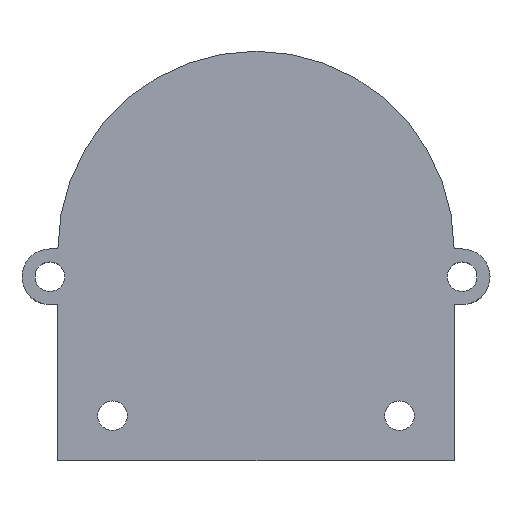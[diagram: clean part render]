
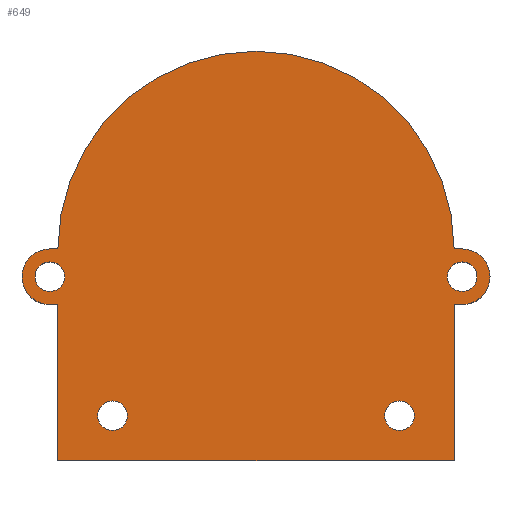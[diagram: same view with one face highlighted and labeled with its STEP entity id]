
A CAD part, top view. The second image highlights one B-rep face of the part: STEP entity #649.
In plain terms, the highlighted planar face has unit normal (0, 0, 1).
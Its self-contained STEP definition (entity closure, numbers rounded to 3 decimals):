
#51=CIRCLE('',#688,1.65);
#53=CIRCLE('',#691,1.65);
#56=CIRCLE('',#696,1.65);
#57=CIRCLE('',#697,1.65);
#58=CIRCLE('',#698,22.1);
#59=CIRCLE('',#699,3.1);
#60=CIRCLE('',#700,3.1);
#109=VERTEX_POINT('',#983);
#111=VERTEX_POINT('',#988);
#113=VERTEX_POINT('',#996);
#114=VERTEX_POINT('',#998);
#115=VERTEX_POINT('',#1000);
#116=VERTEX_POINT('',#1001);
#117=VERTEX_POINT('',#1003);
#118=VERTEX_POINT('',#1005);
#119=VERTEX_POINT('',#1007);
#120=VERTEX_POINT('',#1009);
#121=VERTEX_POINT('',#1011);
#122=VERTEX_POINT('',#1013);
#123=VERTEX_POINT('',#1014);
#124=VERTEX_POINT('',#1016);
#178=VECTOR('',#819,1.);
#179=VECTOR('',#822,1.);
#180=VECTOR('',#823,1.);
#181=VECTOR('',#824,1.);
#182=VECTOR('',#825,1.);
#247=LINE('',#1002,#178);
#248=LINE('',#1006,#179);
#249=LINE('',#1008,#180);
#250=LINE('',#1010,#181);
#251=LINE('',#1012,#182);
#326=EDGE_CURVE('',#109,#109,#51,.T.);
#328=EDGE_CURVE('',#111,#111,#53,.T.);
#332=EDGE_CURVE('',#113,#113,#56,.T.);
#333=EDGE_CURVE('',#114,#114,#57,.T.);
#334=EDGE_CURVE('',#115,#116,#58,.T.);
#335=EDGE_CURVE('',#117,#115,#247,.T.);
#336=EDGE_CURVE('',#117,#118,#59,.T.);
#337=EDGE_CURVE('',#119,#118,#248,.T.);
#338=EDGE_CURVE('',#120,#119,#249,.T.);
#339=EDGE_CURVE('',#121,#120,#250,.T.);
#340=EDGE_CURVE('',#122,#121,#251,.T.);
#341=EDGE_CURVE('',#123,#122,#248,.T.);
#342=EDGE_CURVE('',#123,#124,#60,.T.);
#343=EDGE_CURVE('',#116,#124,#247,.T.);
#465=ORIENTED_EDGE('',*,*,#332,.T.);
#466=ORIENTED_EDGE('',*,*,#333,.T.);
#467=ORIENTED_EDGE('',*,*,#334,.F.);
#468=ORIENTED_EDGE('',*,*,#335,.F.);
#469=ORIENTED_EDGE('',*,*,#336,.T.);
#470=ORIENTED_EDGE('',*,*,#337,.F.);
#471=ORIENTED_EDGE('',*,*,#338,.F.);
#472=ORIENTED_EDGE('',*,*,#339,.F.);
#473=ORIENTED_EDGE('',*,*,#340,.F.);
#474=ORIENTED_EDGE('',*,*,#341,.F.);
#475=ORIENTED_EDGE('',*,*,#342,.T.);
#476=ORIENTED_EDGE('',*,*,#343,.F.);
#477=ORIENTED_EDGE('',*,*,#328,.T.);
#478=ORIENTED_EDGE('',*,*,#326,.T.);
#563=EDGE_LOOP('',(#465));
#564=EDGE_LOOP('',(#466));
#565=EDGE_LOOP('',(#467,#468,#469,#470,#471,#472,#473,#474,#475,#476));
#566=EDGE_LOOP('',(#477));
#567=EDGE_LOOP('',(#478));
#609=FACE_BOUND('',#563,.T.);
#610=FACE_BOUND('',#564,.T.);
#611=FACE_BOUND('',#565,.T.);
#612=FACE_BOUND('',#566,.T.);
#613=FACE_BOUND('',#567,.T.);
#649=ADVANCED_FACE('',(#609,#610,#611,#612,#613),#1056,.T.);
#688=AXIS2_PLACEMENT_3D('',#982,#798,#799);
#691=AXIS2_PLACEMENT_3D('',#987,#804,#805);
#695=AXIS2_PLACEMENT_3D('',#994,#812,$);
#696=AXIS2_PLACEMENT_3D('',#995,#813,#814);
#697=AXIS2_PLACEMENT_3D('',#997,#815,#816);
#698=AXIS2_PLACEMENT_3D('',#999,#817,#818);
#699=AXIS2_PLACEMENT_3D('',#1004,#820,#821);
#700=AXIS2_PLACEMENT_3D('',#1015,#826,#827);
#798=DIRECTION('',(0.,0.,-1.));
#799=DIRECTION('',(-1.65,0.,0.));
#804=DIRECTION('',(0.,0.,-1.));
#805=DIRECTION('',(-1.65,0.,0.));
#812=DIRECTION('',(0.,0.,1.));
#813=DIRECTION('',(0.,0.,-1.));
#814=DIRECTION('',(1.65,0.,0.));
#815=DIRECTION('',(0.,0.,-1.));
#816=DIRECTION('',(1.65,0.,0.));
#817=DIRECTION('',(0.,0.,-1.));
#818=DIRECTION('',(22.1,0.,0.));
#819=DIRECTION('',(1.,0.,0.));
#820=DIRECTION('',(0.,0.,1.));
#821=DIRECTION('',(3.1,0.,0.));
#822=DIRECTION('',(-1.,0.,0.));
#823=DIRECTION('',(0.,1.,0.));
#824=DIRECTION('',(-1.,0.,0.));
#825=DIRECTION('',(0.,-1.,0.));
#826=DIRECTION('',(0.,0.,1.));
#827=DIRECTION('',(3.1,0.,0.));
#982=CARTESIAN_POINT('',(-16.,-18.55,12.5));
#983=CARTESIAN_POINT('',(-14.35,-18.55,12.5));
#987=CARTESIAN_POINT('',(16.,-18.55,12.5));
#988=CARTESIAN_POINT('',(17.65,-18.55,12.5));
#994=CARTESIAN_POINT('',(0.,-4.447,12.5));
#995=CARTESIAN_POINT('',(23.,-3.05,12.5));
#996=CARTESIAN_POINT('',(24.65,-3.05,12.5));
#997=CARTESIAN_POINT('',(-23.,-3.05,12.5));
#998=CARTESIAN_POINT('',(-21.35,-3.05,12.5));
#999=CARTESIAN_POINT('',(0.,0.,12.5));
#1000=CARTESIAN_POINT('',(-22.1,0.05,12.5));
#1001=CARTESIAN_POINT('',(22.1,0.05,12.5));
#1002=CARTESIAN_POINT('',(-23.,0.05,12.5));
#1003=CARTESIAN_POINT('',(-23.,0.05,12.5));
#1004=CARTESIAN_POINT('',(-23.,-3.05,12.5));
#1005=CARTESIAN_POINT('',(-23.,-6.15,12.5));
#1006=CARTESIAN_POINT('',(23.,-6.15,12.5));
#1007=CARTESIAN_POINT('',(-22.1,-6.15,12.5));
#1008=CARTESIAN_POINT('',(-22.1,0.,12.5));
#1009=CARTESIAN_POINT('',(-22.1,-23.55,12.5));
#1010=CARTESIAN_POINT('',(-22.1,-23.55,12.5));
#1011=CARTESIAN_POINT('',(22.1,-23.55,12.5));
#1012=CARTESIAN_POINT('',(22.1,-23.55,12.5));
#1013=CARTESIAN_POINT('',(22.1,-6.15,12.5));
#1014=CARTESIAN_POINT('',(23.,-6.15,12.5));
#1015=CARTESIAN_POINT('',(23.,-3.05,12.5));
#1016=CARTESIAN_POINT('',(23.,0.05,12.5));
#1056=PLANE('',#695);
